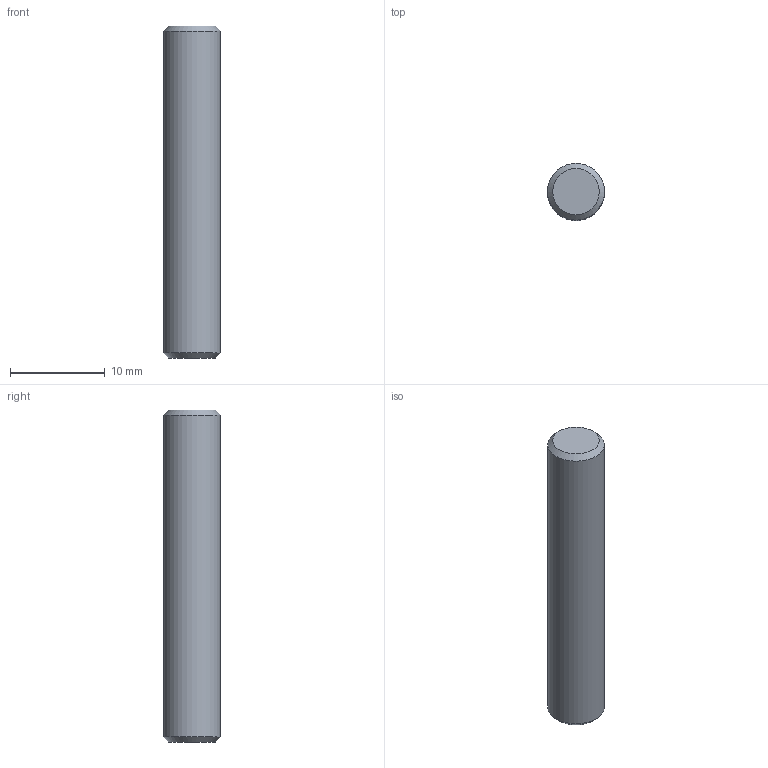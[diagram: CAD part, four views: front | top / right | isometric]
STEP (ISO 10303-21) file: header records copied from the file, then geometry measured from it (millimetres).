
FILE_DESCRIPTION(/* description */ ('Alibre Inc.'),/* implementation_level */ '2;1');
FILE_NAME(/* name */ 'export0',/* time_stamp */ '2021-01-13T14:50:32+01:00',/* author */ (''),/* organization */ (''),/* preprocessor_version */ 'ST-DEVELOPER v14',/* originating_system */ 'Alibre',/* authorisation */ '');
FILE_SCHEMA (('CONFIG_CONTROL_DESIGN'));
Length unit declared in the file: centimetre
Products named in the file (1): ID_1
Bounding box: 6 x 6 x 35 mm (x, y, z)
Volume: 984.2 mm3; surface area: 703.2 mm2
Topology: 1 solids, 1 shells, 5 faces, 7 edges, 4 vertices
Faces by surface type: cone 2, plane 2, cylinder 1
Full cylindrical faces by diameter (mm): 6 x1
Entity records: 177 total; most frequent: DIRECTION 16, CARTESIAN_POINT 13, AXIS2_PLACEMENT_3D 9, ORGANIZATION 8, PERSON 8, PERSON_AND_ORGANIZATION 8, ORIENTED_EDGE 8, EDGE_LOOP 8
